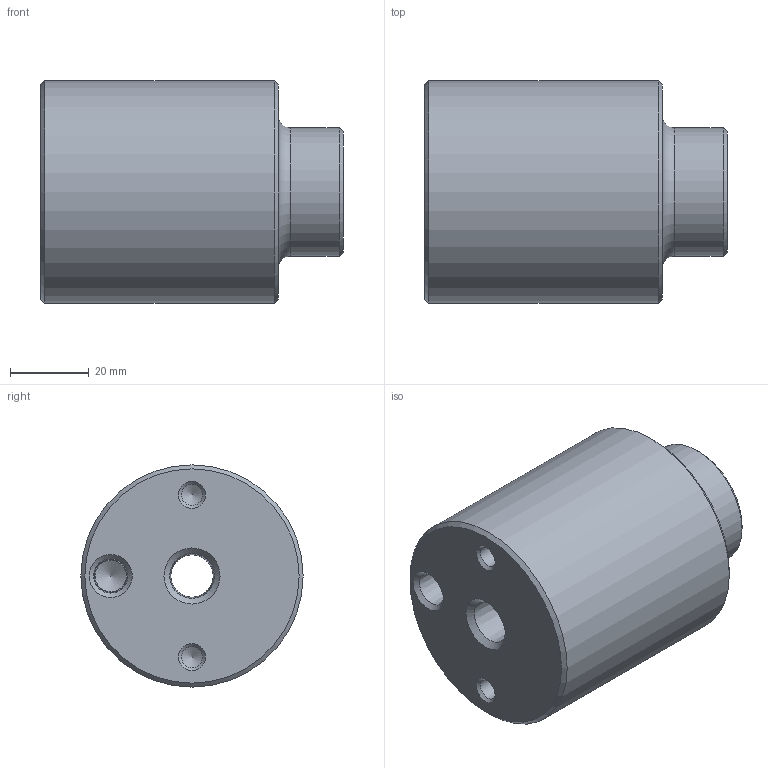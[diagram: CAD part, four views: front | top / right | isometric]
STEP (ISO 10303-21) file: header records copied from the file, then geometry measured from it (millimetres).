
FILE_DESCRIPTION(/* description */ (''),/* implementation_level */ '2;1');
FILE_NAME(/* name */ 'ME101.stp',/* time_stamp */ '2015-03-24T13:41:52-05:00',/* author */ ('scottg'),/* organization */ ('FasTest,Inc.'),/* preprocessor_version */ 'ST-DEVELOPER v15.2',/* originating_system */ 'Autodesk Inventor 2014',/* authorisation */ '');
FILE_SCHEMA (('AUTOMOTIVE_DESIGN { 1 0 10303 214 3 1 1 }'));
Length unit declared in the file: inch
Products named in the file (1): ME101
Bounding box: 76.68 x 56.39 x 56.39 mm (x, y, z)
Volume: 151966.5 mm3; surface area: 21270.8 mm2
Topology: 1 solids, 1 shells, 31 faces, 60 edges, 37 vertices
Faces by surface type: cone 13, cylinder 9, plane 8, torus 1
Full cylindrical faces by diameter (mm): 5.359 x2, 7.95 x1, 10.719 x1, 13.081 x1, 20.32 x1, 32.512 x1, 50.8 x1, 56.388 x1
Entity records: 651 total; most frequent: DIRECTION 126, CARTESIAN_POINT 94, AXIS2_PLACEMENT_3D 63, EDGE_LOOP 62, ORIENTED_EDGE 62, FACE_BOUND 37, CIRCLE 31, VERTEX_POINT 31
